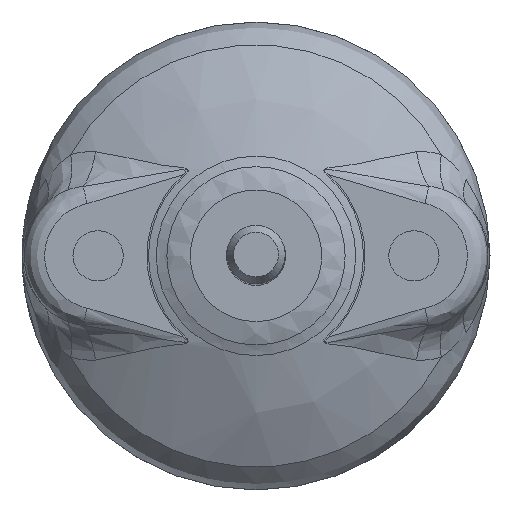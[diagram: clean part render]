
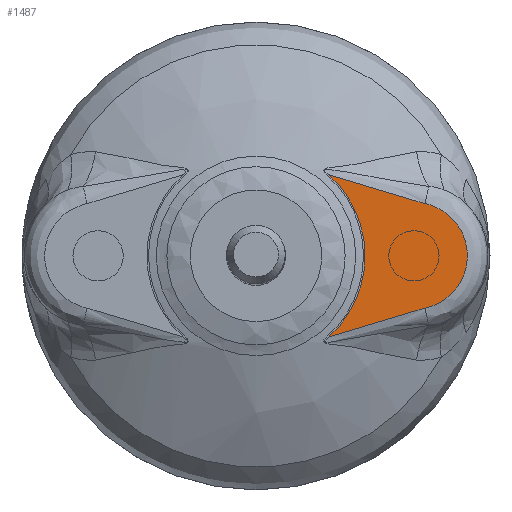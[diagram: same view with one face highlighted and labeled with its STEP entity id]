
A CAD part, top view. The second image highlights one B-rep face of the part: STEP entity #1487.
In plain terms, the highlighted planar face has unit normal (0, 0, 1).
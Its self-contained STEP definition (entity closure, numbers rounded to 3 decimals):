
#1426=CARTESIAN_POINT('',(37.31,-15.278,14.33));
#1427=DIRECTION('',(0.0,0.0,-1.0));
#1428=DIRECTION('',(-1.0,0.0,0.0));
#1429=AXIS2_PLACEMENT_3D('',#1426,#1427,#1428);
#1430=PLANE('',#1429);
#1431=CARTESIAN_POINT('',(28.897,8.925,14.33));
#1432=VERTEX_POINT('',#1431);
#1433=CARTESIAN_POINT('',(12.42,13.889,14.33));
#1434=VERTEX_POINT('',#1433);
#1435=CARTESIAN_POINT('',(28.897,8.925,14.33));
#1436=CARTESIAN_POINT('',(23.306,10.114,14.33));
#1437=CARTESIAN_POINT('',(17.841,11.897,14.33));
#1438=CARTESIAN_POINT('',(12.42,13.889,14.33));
#1439=B_SPLINE_CURVE_WITH_KNOTS('',3,(#1435,#1436,#1437,#1438),.UNSPECIFIED.,.F.,.U.,(4,4),(0.417,1.0),.UNSPECIFIED.);
#1440=EDGE_CURVE('',#1432,#1434,#1439,.T.);
#1441=ORIENTED_EDGE('',*,*,#1440,.T.);
#1442=CARTESIAN_POINT('',(12.42,-13.889,14.33));
#1443=VERTEX_POINT('',#1442);
#1444=CARTESIAN_POINT('',(12.42,13.889,14.33));
#1445=CARTESIAN_POINT('',(15.386,11.237,14.33));
#1446=CARTESIAN_POINT('',(17.01,7.605,14.33));
#1447=CARTESIAN_POINT('',(18.632,3.979,14.33));
#1448=CARTESIAN_POINT('',(18.633,0.004,14.33));
#1449=CARTESIAN_POINT('',(18.634,-3.97,14.33));
#1450=CARTESIAN_POINT('',(17.012,-7.601,14.33));
#1451=CARTESIAN_POINT('',(15.389,-11.234,14.33));
#1452=CARTESIAN_POINT('',(12.42,-13.889,14.33));
#1453=B_SPLINE_CURVE_WITH_KNOTS('',2,(#1444,#1445,#1446,#1447,#1448,#1449,#1450,#1451,#1452),.UNSPECIFIED.,.F.,.U.,(3,2,2,2,3),(0.0,0.25,0.5,0.75,1.0),.UNSPECIFIED.);
#1454=EDGE_CURVE('',#1434,#1443,#1453,.T.);
#1455=ORIENTED_EDGE('',*,*,#1454,.T.);
#1456=CARTESIAN_POINT('',(28.897,-8.925,14.33));
#1457=VERTEX_POINT('',#1456);
#1458=CARTESIAN_POINT('',(12.42,-13.889,14.33));
#1459=CARTESIAN_POINT('',(17.841,-11.897,14.33));
#1460=CARTESIAN_POINT('',(23.306,-10.114,14.33));
#1461=CARTESIAN_POINT('',(28.897,-8.925,14.33));
#1462=B_SPLINE_CURVE_WITH_KNOTS('',3,(#1458,#1459,#1460,#1461),.UNSPECIFIED.,.F.,.U.,(4,4),(0.0,0.583),.UNSPECIFIED.);
#1463=EDGE_CURVE('',#1443,#1457,#1462,.T.);
#1464=ORIENTED_EDGE('',*,*,#1463,.T.);
#1465=CARTESIAN_POINT('',(28.897,-8.925,14.33));
#1466=CARTESIAN_POINT('',(30.418,-8.601,14.33));
#1467=CARTESIAN_POINT('',(31.766,-7.775,14.33));
#1468=CARTESIAN_POINT('',(33.113,-6.95,14.33));
#1469=CARTESIAN_POINT('',(34.091,-5.742,14.33));
#1470=CARTESIAN_POINT('',(35.068,-4.536,14.33));
#1471=CARTESIAN_POINT('',(35.596,-3.044,14.33));
#1472=CARTESIAN_POINT('',(36.124,-1.554,14.33));
#1473=CARTESIAN_POINT('',(36.125,0.,14.33));
#1474=CARTESIAN_POINT('',(36.125,1.552,14.33));
#1475=CARTESIAN_POINT('',(35.596,3.044,14.33));
#1476=CARTESIAN_POINT('',(35.069,4.535,14.33));
#1477=CARTESIAN_POINT('',(34.091,5.742,14.33));
#1478=CARTESIAN_POINT('',(33.114,6.949,14.33));
#1479=CARTESIAN_POINT('',(31.766,7.775,14.33));
#1480=CARTESIAN_POINT('',(30.419,8.601,14.33));
#1481=CARTESIAN_POINT('',(28.897,8.925,14.33));
#1482=B_SPLINE_CURVE_WITH_KNOTS('',2,(#1465,#1466,#1467,#1468,#1469,#1470,#1471,#1472,#1473,#1474,#1475,#1476,#1477,#1478,#1479,#1480,#1481),.UNSPECIFIED.,.F.,.U.,(3,2,2,2,2,2,2,2,3),(0.0,0.125,0.25,0.375,0.5,0.625,0.75,0.875,1.0),.UNSPECIFIED.);
#1483=EDGE_CURVE('',#1457,#1432,#1482,.T.);
#1484=ORIENTED_EDGE('',*,*,#1483,.T.);
#1485=EDGE_LOOP('',(#1441,#1455,#1464,#1484));
#1486=FACE_OUTER_BOUND('',#1485,.T.);
#1487=ADVANCED_FACE('',(#1486),#1430,.F.);
